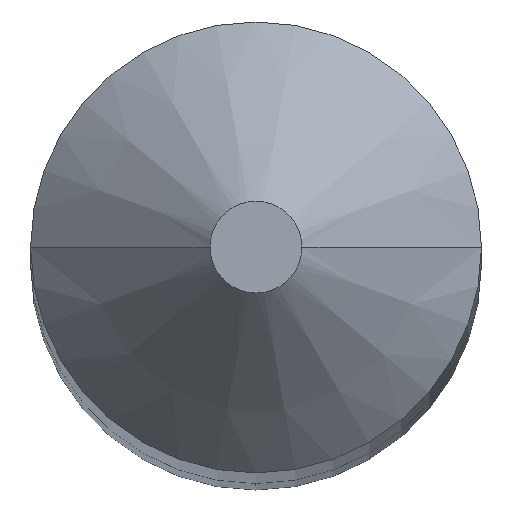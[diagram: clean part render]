
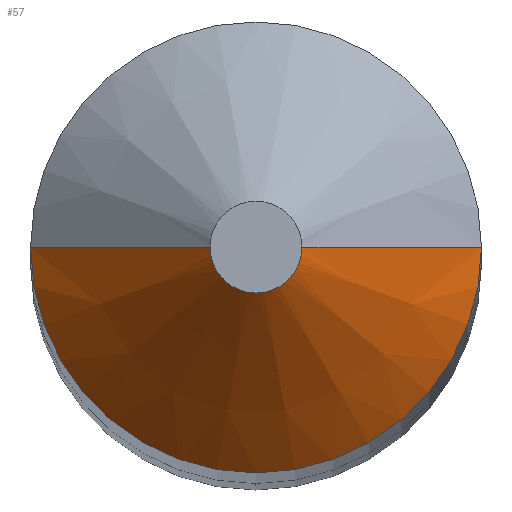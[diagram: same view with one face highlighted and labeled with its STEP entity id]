
A CAD part, top view. The second image highlights one B-rep face of the part: STEP entity #57.
In plain terms, the highlighted conical face has half-angle 45 degrees and reference radius 0.997 mm.
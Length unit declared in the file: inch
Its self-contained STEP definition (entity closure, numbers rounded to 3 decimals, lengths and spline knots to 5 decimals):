
#8 = FACE_OUTER_BOUND ( 'NONE', #330, .T. ) ;
#14 = LINE ( 'NONE', #374, #354 ) ;
#26 = ORIENTED_EDGE ( 'NONE', *, *, #119, .T. ) ;
#57 = ADVANCED_FACE ( 'NONE', ( #8 ), #320, .T. ) ;
#58 = VERTEX_POINT ( 'NONE', #77 ) ;
#63 = VERTEX_POINT ( 'NONE', #251 ) ;
#64 = DIRECTION ( 'NONE',  ( 0.707, 0., -0.707 ) ) ;
#68 = DIRECTION ( 'NONE',  ( 1., 0., 0. ) ) ;
#77 = CARTESIAN_POINT ( 'NONE',  ( 0.008, 0., 0. ) ) ;
#119 = EDGE_CURVE ( 'NONE', #63, #188, #14, .T. ) ;
#120 = DIRECTION ( 'NONE',  ( -0.707, 0., -0.707 ) ) ;
#124 = CARTESIAN_POINT ( 'NONE',  ( 0., 0., 0. ) ) ;
#137 = CIRCLE ( 'NONE', #175, 0.03925 ) ;
#140 = CARTESIAN_POINT ( 'NONE',  ( 0., 0., -0.03125 ) ) ;
#146 = CIRCLE ( 'NONE', #211, 0.008 ) ;
#175 = AXIS2_PLACEMENT_3D ( 'NONE', #381, #332, #68 ) ;
#177 = EDGE_CURVE ( 'NONE', #63, #58, #146, .T. ) ;
#188 = VERTEX_POINT ( 'NONE', #337 ) ;
#211 = AXIS2_PLACEMENT_3D ( 'NONE', #124, #369, #284 ) ;
#216 = CARTESIAN_POINT ( 'NONE',  ( 0.03925, 0., -0.03125 ) ) ;
#222 = EDGE_CURVE ( 'NONE', #58, #233, #304, .T. ) ;
#233 = VERTEX_POINT ( 'NONE', #216 ) ;
#247 = DIRECTION ( 'NONE',  ( 0., 0., -1. ) ) ;
#251 = CARTESIAN_POINT ( 'NONE',  ( -0.008, 0., 0. ) ) ;
#255 = AXIS2_PLACEMENT_3D ( 'NONE', #140, #247, #364 ) ;
#263 = ORIENTED_EDGE ( 'NONE', *, *, #222, .F. ) ;
#284 = DIRECTION ( 'NONE',  ( 1., 0., 0. ) ) ;
#304 = LINE ( 'NONE', #359, #334 ) ;
#320 = CONICAL_SURFACE ( 'NONE', #255, 0.03925, 0.785 ) ;
#330 = EDGE_LOOP ( 'NONE', ( #263, #380, #26, #384 ) ) ;
#332 = DIRECTION ( 'NONE',  ( 0., 0., 1. ) ) ;
#334 = VECTOR ( 'NONE', #64, 39.37008 ) ;
#337 = CARTESIAN_POINT ( 'NONE',  ( -0.03925, 0., -0.03125 ) ) ;
#345 = EDGE_CURVE ( 'NONE', #188, #233, #137, .T. ) ;
#354 = VECTOR ( 'NONE', #120, 39.37008 ) ;
#359 = CARTESIAN_POINT ( 'NONE',  ( 0.03925, 0., -0.03125 ) ) ;
#364 = DIRECTION ( 'NONE',  ( -1., 0., 0. ) ) ;
#369 = DIRECTION ( 'NONE',  ( 0., 0., 1. ) ) ;
#374 = CARTESIAN_POINT ( 'NONE',  ( -0.03925, 0., -0.03125 ) ) ;
#380 = ORIENTED_EDGE ( 'NONE', *, *, #177, .F. ) ;
#381 = CARTESIAN_POINT ( 'NONE',  ( 0., 0., -0.03125 ) ) ;
#384 = ORIENTED_EDGE ( 'NONE', *, *, #345, .T. ) ;
